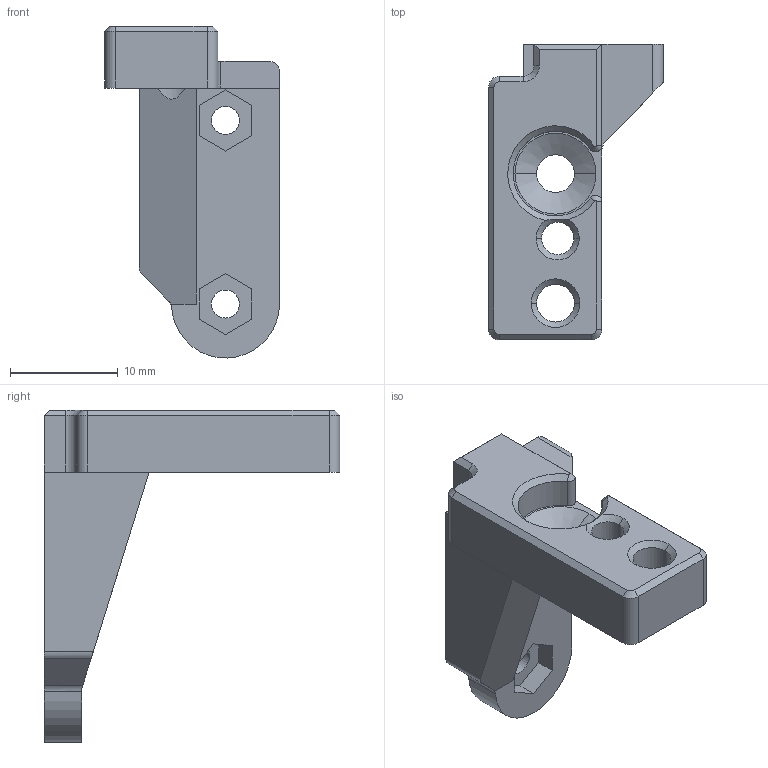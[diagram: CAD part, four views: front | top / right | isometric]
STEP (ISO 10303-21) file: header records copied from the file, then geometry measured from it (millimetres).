
FILE_DESCRIPTION (( 'STEP AP203' ), '1' );
FILE_NAME ('Microprobe_Mount.STEP', '2025-02-25T12:42:59', ( 'User Windows' ), ( '' ), 'SwSTEP 2.0', 'SolidWorks 2021', '' );
FILE_SCHEMA (( 'CONFIG_CONTROL_DESIGN' ));
Length unit declared in the file: millimetre
Products named in the file (1): Microprobe_Mount
Bounding box: 16.2 x 27.4 x 30.75 mm (x, y, z)
Volume: 2620.4 mm3; surface area: 2089.9 mm2
Topology: 1 solids, 1 shells, 76 faces, 196 edges, 123 vertices
Faces by surface type: plane 39, cylinder 24, cone 13
Entity records: 2400 total; most frequent: CARTESIAN_POINT 417, DIRECTION 405, ORIENTED_EDGE 392, EDGE_CURVE 196, AXIS2_PLACEMENT_3D 137, VECTOR 131, LINE 131, VERTEX_POINT 123
